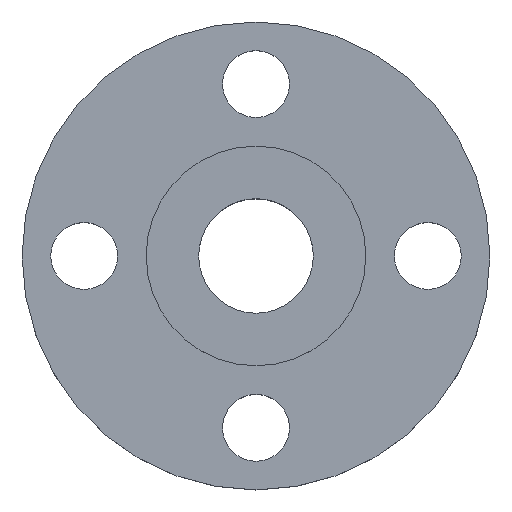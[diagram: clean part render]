
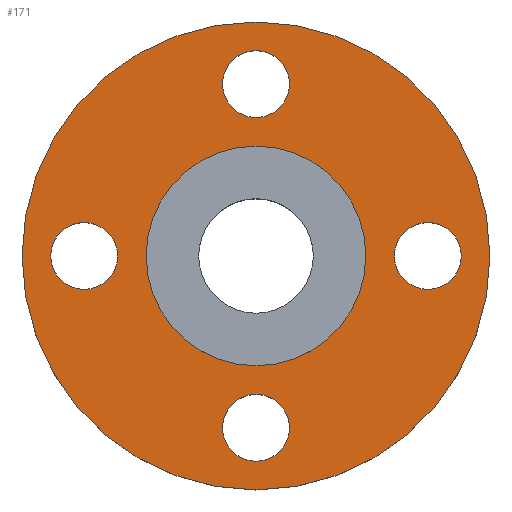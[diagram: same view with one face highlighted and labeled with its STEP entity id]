
A CAD part, top view. The second image highlights one B-rep face of the part: STEP entity #171.
In plain terms, the highlighted planar face has unit normal (0, 0, 1).
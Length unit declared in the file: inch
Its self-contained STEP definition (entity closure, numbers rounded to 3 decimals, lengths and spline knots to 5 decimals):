
#6 = CARTESIAN_POINT ( 'NONE',  ( -2.6875, 0., -0.0625 ) ) ;
#10 = DIRECTION ( 'NONE',  ( 0., 0., 1. ) ) ;
#20 = VERTEX_POINT ( 'NONE', #529 ) ;
#23 = DIRECTION ( 'NONE',  ( 1., 0., 0. ) ) ;
#27 = CARTESIAN_POINT ( 'NONE',  ( -2.25, 0., -0.0625 ) ) ;
#34 = CARTESIAN_POINT ( 'NONE',  ( 0., 0., -0.0625 ) ) ;
#38 = CARTESIAN_POINT ( 'NONE',  ( 2.25, 0., -0.0625 ) ) ;
#39 = FACE_BOUND ( 'NONE', #511, .T. ) ;
#40 = VERTEX_POINT ( 'NONE', #408 ) ;
#42 = CARTESIAN_POINT ( 'NONE',  ( -0.4375, -2.25, -0.0625 ) ) ;
#46 = VERTEX_POINT ( 'NONE', #74 ) ;
#52 = ORIENTED_EDGE ( 'NONE', *, *, #203, .F. ) ;
#65 = VERTEX_POINT ( 'NONE', #816 ) ;
#74 = CARTESIAN_POINT ( 'NONE',  ( 0.4375, -2.25, -0.0625 ) ) ;
#78 = EDGE_CURVE ( 'NONE', #669, #40, #685, .T. ) ;
#79 = AXIS2_PLACEMENT_3D ( 'NONE', #293, #152, #552 ) ;
#105 = DIRECTION ( 'NONE',  ( 1., 0., 0. ) ) ;
#110 = CIRCLE ( 'NONE', #440, 1.4375 ) ;
#121 = CIRCLE ( 'NONE', #829, 0.4375 ) ;
#142 = AXIS2_PLACEMENT_3D ( 'NONE', #225, #556, #823 ) ;
#152 = DIRECTION ( 'NONE',  ( 0., 0., 1. ) ) ;
#153 = FACE_BOUND ( 'NONE', #296, .T. ) ;
#158 = DIRECTION ( 'NONE',  ( 0., 0., 1. ) ) ;
#160 = CARTESIAN_POINT ( 'NONE',  ( -0.4375, 2.25, -0.0625 ) ) ;
#171 = ADVANCED_FACE ( 'NONE', ( #356, #757, #39, #153, #684, #374 ), #565, .F. ) ;
#174 = VERTEX_POINT ( 'NONE', #160 ) ;
#189 = CIRCLE ( 'NONE', #274, 0.4375 ) ;
#203 = EDGE_CURVE ( 'NONE', #457, #174, #517, .T. ) ;
#219 = DIRECTION ( 'NONE',  ( 1., 0., 0. ) ) ;
#225 = CARTESIAN_POINT ( 'NONE',  ( 0., 2.25, -0.0625 ) ) ;
#227 = DIRECTION ( 'NONE',  ( 0., 0., 1. ) ) ;
#268 = ORIENTED_EDGE ( 'NONE', *, *, #285, .F. ) ;
#274 = AXIS2_PLACEMENT_3D ( 'NONE', #476, #365, #620 ) ;
#276 = DIRECTION ( 'NONE',  ( 0., 0., 1. ) ) ;
#279 = VERTEX_POINT ( 'NONE', #621 ) ;
#284 = EDGE_LOOP ( 'NONE', ( #527, #716 ) ) ;
#285 = EDGE_CURVE ( 'NONE', #447, #416, #475, .T. ) ;
#287 = DIRECTION ( 'NONE',  ( 0., 0., 1. ) ) ;
#289 = CIRCLE ( 'NONE', #672, 3.0625 ) ;
#293 = CARTESIAN_POINT ( 'NONE',  ( 0., -2.25, -0.0625 ) ) ;
#295 = DIRECTION ( 'NONE',  ( 0., 0., -1. ) ) ;
#296 = EDGE_LOOP ( 'NONE', ( #596, #325 ) ) ;
#312 = CARTESIAN_POINT ( 'NONE',  ( -3.0625, 0., -0.0625 ) ) ;
#317 = EDGE_CURVE ( 'NONE', #65, #20, #110, .T. ) ;
#325 = ORIENTED_EDGE ( 'NONE', *, *, #78, .F. ) ;
#351 = EDGE_CURVE ( 'NONE', #46, #554, #450, .T. ) ;
#354 = DIRECTION ( 'NONE',  ( 0., 1., 0. ) ) ;
#356 = FACE_BOUND ( 'NONE', #780, .T. ) ;
#364 = EDGE_LOOP ( 'NONE', ( #268, #733 ) ) ;
#365 = DIRECTION ( 'NONE',  ( 0., 0., 1. ) ) ;
#374 = FACE_OUTER_BOUND ( 'NONE', #284, .T. ) ;
#408 = CARTESIAN_POINT ( 'NONE',  ( -1.8125, 0., -0.0625 ) ) ;
#416 = VERTEX_POINT ( 'NONE', #806 ) ;
#417 = EDGE_CURVE ( 'NONE', #40, #669, #563, .T. ) ;
#421 = AXIS2_PLACEMENT_3D ( 'NONE', #456, #631, #841 ) ;
#432 = CARTESIAN_POINT ( 'NONE',  ( 0., -2.25, -0.0625 ) ) ;
#434 = EDGE_CURVE ( 'NONE', #174, #457, #189, .T. ) ;
#440 = AXIS2_PLACEMENT_3D ( 'NONE', #34, #287, #219 ) ;
#447 = VERTEX_POINT ( 'NONE', #822 ) ;
#449 = ORIENTED_EDGE ( 'NONE', *, *, #524, .F. ) ;
#450 = CIRCLE ( 'NONE', #79, 0.4375 ) ;
#456 = CARTESIAN_POINT ( 'NONE',  ( 0., 0., -0.0625 ) ) ;
#457 = VERTEX_POINT ( 'NONE', #767 ) ;
#469 = EDGE_LOOP ( 'NONE', ( #449, #675 ) ) ;
#470 = EDGE_CURVE ( 'NONE', #554, #46, #544, .T. ) ;
#475 = CIRCLE ( 'NONE', #846, 0.4375 ) ;
#476 = CARTESIAN_POINT ( 'NONE',  ( 0., 2.25, -0.0625 ) ) ;
#477 = AXIS2_PLACEMENT_3D ( 'NONE', #432, #697, #354 ) ;
#484 = EDGE_CURVE ( 'NONE', #541, #279, #289, .T. ) ;
#497 = DIRECTION ( 'NONE',  ( 0., 0., 1. ) ) ;
#511 = EDGE_LOOP ( 'NONE', ( #720, #691 ) ) ;
#517 = CIRCLE ( 'NONE', #142, 0.4375 ) ;
#524 = EDGE_CURVE ( 'NONE', #20, #65, #743, .T. ) ;
#527 = ORIENTED_EDGE ( 'NONE', *, *, #734, .T. ) ;
#529 = CARTESIAN_POINT ( 'NONE',  ( 1.4375, 0., -0.0625 ) ) ;
#541 = VERTEX_POINT ( 'NONE', #312 ) ;
#544 = CIRCLE ( 'NONE', #477, 0.4375 ) ;
#552 = DIRECTION ( 'NONE',  ( 0., 1., 0. ) ) ;
#554 = VERTEX_POINT ( 'NONE', #42 ) ;
#556 = DIRECTION ( 'NONE',  ( 0., 0., 1. ) ) ;
#561 = DIRECTION ( 'NONE',  ( -1., 0., 0. ) ) ;
#563 = CIRCLE ( 'NONE', #785, 0.4375 ) ;
#565 = PLANE ( 'NONE',  #794 ) ;
#578 = CIRCLE ( 'NONE', #687, 3.0625 ) ;
#583 = ORIENTED_EDGE ( 'NONE', *, *, #434, .F. ) ;
#596 = ORIENTED_EDGE ( 'NONE', *, *, #417, .F. ) ;
#601 = CARTESIAN_POINT ( 'NONE',  ( 0., 0., -0.0625 ) ) ;
#608 = CARTESIAN_POINT ( 'NONE',  ( 0., 0., -0.0625 ) ) ;
#613 = AXIS2_PLACEMENT_3D ( 'NONE', #770, #227, #23 ) ;
#618 = CARTESIAN_POINT ( 'NONE',  ( 0., 1.4375, -0.0625 ) ) ;
#620 = DIRECTION ( 'NONE',  ( 0., -1., 0. ) ) ;
#621 = CARTESIAN_POINT ( 'NONE',  ( 3.0625, 0., -0.0625 ) ) ;
#631 = DIRECTION ( 'NONE',  ( 0., 0., 1. ) ) ;
#663 = CARTESIAN_POINT ( 'NONE',  ( 2.25, 0., -0.0625 ) ) ;
#669 = VERTEX_POINT ( 'NONE', #6 ) ;
#672 = AXIS2_PLACEMENT_3D ( 'NONE', #608, #813, #105 ) ;
#675 = ORIENTED_EDGE ( 'NONE', *, *, #317, .F. ) ;
#684 = FACE_BOUND ( 'NONE', #469, .T. ) ;
#685 = CIRCLE ( 'NONE', #613, 0.4375 ) ;
#687 = AXIS2_PLACEMENT_3D ( 'NONE', #601, #10, #735 ) ;
#691 = ORIENTED_EDGE ( 'NONE', *, *, #470, .F. ) ;
#697 = DIRECTION ( 'NONE',  ( 0., 0., 1. ) ) ;
#716 = ORIENTED_EDGE ( 'NONE', *, *, #484, .T. ) ;
#720 = ORIENTED_EDGE ( 'NONE', *, *, #351, .F. ) ;
#733 = ORIENTED_EDGE ( 'NONE', *, *, #759, .F. ) ;
#734 = EDGE_CURVE ( 'NONE', #279, #541, #578, .T. ) ;
#735 = DIRECTION ( 'NONE',  ( 1., 0., 0. ) ) ;
#743 = CIRCLE ( 'NONE', #421, 1.4375 ) ;
#757 = FACE_BOUND ( 'NONE', #364, .T. ) ;
#759 = EDGE_CURVE ( 'NONE', #416, #447, #121, .T. ) ;
#767 = CARTESIAN_POINT ( 'NONE',  ( 0.4375, 2.25, -0.0625 ) ) ;
#770 = CARTESIAN_POINT ( 'NONE',  ( -2.25, 0., -0.0625 ) ) ;
#780 = EDGE_LOOP ( 'NONE', ( #52, #583 ) ) ;
#785 = AXIS2_PLACEMENT_3D ( 'NONE', #27, #497, #828 ) ;
#794 = AXIS2_PLACEMENT_3D ( 'NONE', #618, #295, #820 ) ;
#806 = CARTESIAN_POINT ( 'NONE',  ( 1.8125, 0., -0.0625 ) ) ;
#807 = DIRECTION ( 'NONE',  ( -1., 0., 0. ) ) ;
#813 = DIRECTION ( 'NONE',  ( 0., 0., 1. ) ) ;
#816 = CARTESIAN_POINT ( 'NONE',  ( -1.4375, 0., -0.0625 ) ) ;
#820 = DIRECTION ( 'NONE',  ( -1., 0., 0. ) ) ;
#822 = CARTESIAN_POINT ( 'NONE',  ( 2.6875, 0., -0.0625 ) ) ;
#823 = DIRECTION ( 'NONE',  ( 0., -1., 0. ) ) ;
#828 = DIRECTION ( 'NONE',  ( 1., 0., 0. ) ) ;
#829 = AXIS2_PLACEMENT_3D ( 'NONE', #663, #276, #807 ) ;
#841 = DIRECTION ( 'NONE',  ( 1., 0., 0. ) ) ;
#846 = AXIS2_PLACEMENT_3D ( 'NONE', #38, #158, #561 ) ;
